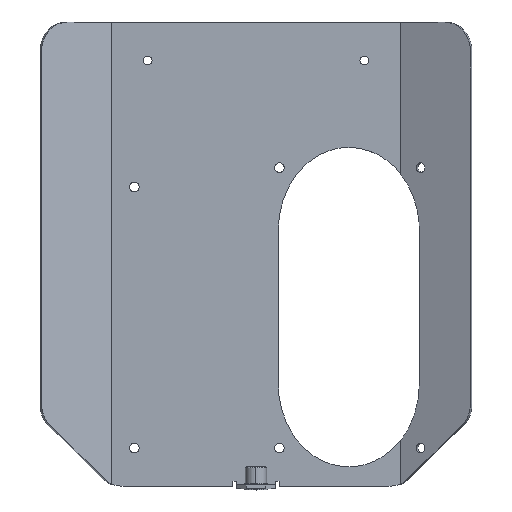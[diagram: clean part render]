
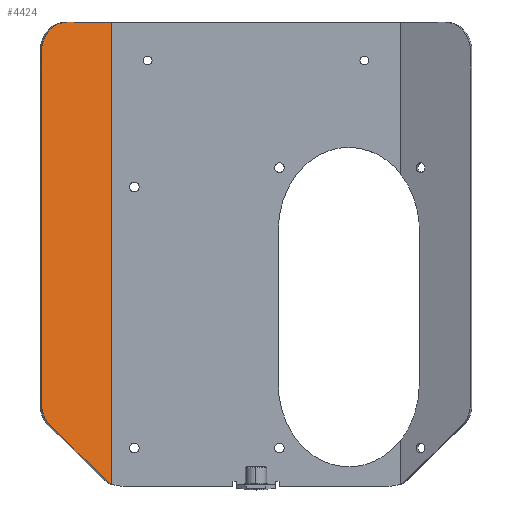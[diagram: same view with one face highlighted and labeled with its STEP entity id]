
A CAD part, top view. The second image highlights one B-rep face of the part: STEP entity #4424.
In plain terms, the highlighted planar face has unit normal (0.423, 0, 0.906).
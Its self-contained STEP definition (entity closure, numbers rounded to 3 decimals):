
#214 = EDGE_CURVE ( 'NONE', #1203, #2590, #2541, .T. ) ;
#311 = ORIENTED_EDGE ( 'NONE', *, *, #3274, .T. ) ;
#381 = DIRECTION ( 'NONE',  ( -0.423, 0., -0.906 ) ) ;
#441 = CARTESIAN_POINT ( 'NONE',  ( -97.243, -77.708, 10.474 ) ) ;
#465 = ORIENTED_EDGE ( 'NONE', *, *, #214, .T. ) ;
#484 = CARTESIAN_POINT ( 'NONE',  ( -69.417, -105., -2.502 ) ) ;
#534 = VERTEX_POINT ( 'NONE', #1332 ) ;
#667 = VERTEX_POINT ( 'NONE', #674 ) ;
#674 = CARTESIAN_POINT ( 'NONE',  ( -78.449, -116.211, 1.709 ) ) ;
#798 = DIRECTION ( 'NONE',  ( -0.906, 0., 0.423 ) ) ;
#811 = CARTESIAN_POINT ( 'NONE',  ( -97.243, 105., 10.474 ) ) ;
#837 = DIRECTION ( 'NONE',  ( -0.906, 0., 0.423 ) ) ;
#846 = VECTOR ( 'NONE', #4357, 1000. ) ;
#1107 = CARTESIAN_POINT ( 'NONE',  ( -90.618, -104.276, 7.384 ) ) ;
#1167 = DIRECTION ( 'NONE',  ( -0.906, 0., 0.423 ) ) ;
#1185 = CARTESIAN_POINT ( 'NONE',  ( -97.243, 120., 10.474 ) ) ;
#1199 = DIRECTION ( 'NONE',  ( 0., -1., 0. ) ) ;
#1203 = VERTEX_POINT ( 'NONE', #2070 ) ;
#1238 = LINE ( 'NONE', #3322, #1924 ) ;
#1281 = EDGE_CURVE ( 'NONE', #667, #3639, #1859, .T. ) ;
#1321 = CARTESIAN_POINT ( 'NONE',  ( -74.823, 0., 0.019 ) ) ;
#1332 = CARTESIAN_POINT ( 'NONE',  ( -110.838, 105., 16.813 ) ) ;
#1752 = AXIS2_PLACEMENT_3D ( 'NONE', #811, #3292, #1167 ) ;
#1843 = EDGE_CURVE ( 'NONE', #1888, #534, #3706, .T. ) ;
#1859 = CIRCLE ( 'NONE', #3680, 15. ) ;
#1888 = VERTEX_POINT ( 'NONE', #1185 ) ;
#1924 = VECTOR ( 'NONE', #1199, 1000. ) ;
#2070 = CARTESIAN_POINT ( 'NONE',  ( -110.838, -77.708, 16.813 ) ) ;
#2131 = FACE_OUTER_BOUND ( 'NONE', #3363, .T. ) ;
#2156 = PLANE ( 'NONE',  #2458 ) ;
#2458 = AXIS2_PLACEMENT_3D ( 'NONE', #4330, #381, #2893 ) ;
#2541 = CIRCLE ( 'NONE', #3174, 15. ) ;
#2590 = VERTEX_POINT ( 'NONE', #4417 ) ;
#2603 = EDGE_CURVE ( 'NONE', #3236, #1888, #3801, .T. ) ;
#2610 = CARTESIAN_POINT ( 'NONE',  ( -115.369, 120., 18.926 ) ) ;
#2893 = DIRECTION ( 'NONE',  ( -0.906, 0., 0.423 ) ) ;
#2951 = DIRECTION ( 'NONE',  ( 0.423, 0., 0.906 ) ) ;
#2954 = CARTESIAN_POINT ( 'NONE',  ( -74.823, 120., 0.019 ) ) ;
#2982 = DIRECTION ( 'NONE',  ( 0.423, 0., 0.906 ) ) ;
#3133 = ORIENTED_EDGE ( 'NONE', *, *, #4200, .T. ) ;
#3147 = EDGE_CURVE ( 'NONE', #2590, #667, #3175, .T. ) ;
#3174 = AXIS2_PLACEMENT_3D ( 'NONE', #441, #2951, #798 ) ;
#3175 = LINE ( 'NONE', #1107, #846 ) ;
#3207 = CARTESIAN_POINT ( 'NONE',  ( -74.823, -118.763, 0.019 ) ) ;
#3236 = VERTEX_POINT ( 'NONE', #2954 ) ;
#3274 = EDGE_CURVE ( 'NONE', #534, #1203, #1238, .T. ) ;
#3292 = DIRECTION ( 'NONE',  ( 0.423, 0., 0.906 ) ) ;
#3322 = CARTESIAN_POINT ( 'NONE',  ( -110.838, -120., 16.813 ) ) ;
#3325 = ORIENTED_EDGE ( 'NONE', *, *, #2603, .T. ) ;
#3363 = EDGE_LOOP ( 'NONE', ( #311, #465, #3919, #4046, #3133, #3325, #3528 ) ) ;
#3528 = ORIENTED_EDGE ( 'NONE', *, *, #1843, .T. ) ;
#3622 = VECTOR ( 'NONE', #4580, 1000. ) ;
#3639 = VERTEX_POINT ( 'NONE', #3207 ) ;
#3669 = DIRECTION ( 'NONE',  ( -0.906, 0., 0.423 ) ) ;
#3680 = AXIS2_PLACEMENT_3D ( 'NONE', #484, #2982, #837 ) ;
#3706 = CIRCLE ( 'NONE', #1752, 15. ) ;
#3801 = LINE ( 'NONE', #2610, #4631 ) ;
#3919 = ORIENTED_EDGE ( 'NONE', *, *, #3147, .T. ) ;
#4046 = ORIENTED_EDGE ( 'NONE', *, *, #1281, .T. ) ;
#4200 = EDGE_CURVE ( 'NONE', #3639, #3236, #4616, .T. ) ;
#4330 = CARTESIAN_POINT ( 'NONE',  ( -6.612, 0., -31.788 ) ) ;
#4357 = DIRECTION ( 'NONE',  ( 0.677, -0.664, -0.316 ) ) ;
#4417 = CARTESIAN_POINT ( 'NONE',  ( -106.275, -88.92, 14.685 ) ) ;
#4424 = ADVANCED_FACE ( 'NONE', ( #2131 ), #2156, .F. ) ;
#4580 = DIRECTION ( 'NONE',  ( 0., 1., 0. ) ) ;
#4616 = LINE ( 'NONE', #1321, #3622 ) ;
#4631 = VECTOR ( 'NONE', #3669, 1000. ) ;
